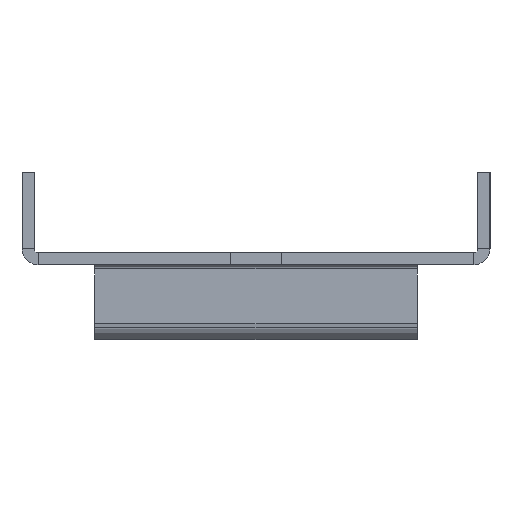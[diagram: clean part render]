
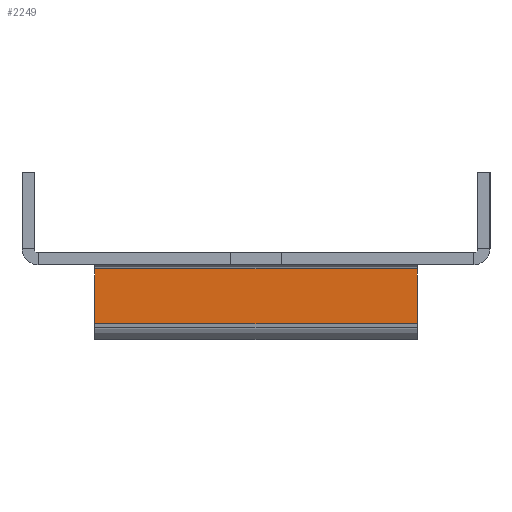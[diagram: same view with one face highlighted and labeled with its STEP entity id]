
A CAD part, left-side view. The second image highlights one B-rep face of the part: STEP entity #2249.
In plain terms, the highlighted planar face has unit normal (-1, 0, 0).
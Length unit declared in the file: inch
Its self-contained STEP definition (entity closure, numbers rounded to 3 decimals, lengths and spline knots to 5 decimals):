
#62 = CARTESIAN_POINT ( 'NONE',  ( 37.52362, 0., -0.34646 ) ) ;
#77 = ORIENTED_EDGE ( 'NONE', *, *, #3404, .T. ) ;
#626 = DIRECTION ( 'NONE',  ( 0., 1., 0. ) ) ;
#799 = LINE ( 'NONE', #4408, #4177 ) ;
#802 = CARTESIAN_POINT ( 'NONE',  ( 37.52362, -0.7874, -0.07874 ) ) ;
#917 = DIRECTION ( 'NONE',  ( 0., 1., 0. ) ) ;
#1326 = AXIS2_PLACEMENT_3D ( 'NONE', #3491, #5058, #2080 ) ;
#1329 = LINE ( 'NONE', #3922, #1933 ) ;
#1388 = LINE ( 'NONE', #6046, #2984 ) ;
#1897 = VERTEX_POINT ( 'NONE', #802 ) ;
#1933 = VECTOR ( 'NONE', #6393, 39.37008 ) ;
#1993 = VERTEX_POINT ( 'NONE', #5969 ) ;
#2080 = DIRECTION ( 'NONE',  ( 0., 1., 0. ) ) ;
#2249 = ADVANCED_FACE ( 'NONE', ( #2519 ), #3521, .F. ) ;
#2311 = VERTEX_POINT ( 'NONE', #5128 ) ;
#2439 = DIRECTION ( 'NONE',  ( 0., 0., 1. ) ) ;
#2519 = FACE_OUTER_BOUND ( 'NONE', #5653, .T. ) ;
#2984 = VECTOR ( 'NONE', #917, 39.37008 ) ;
#3104 = ORIENTED_EDGE ( 'NONE', *, *, #4865, .F. ) ;
#3404 = EDGE_CURVE ( 'NONE', #1897, #1993, #1388, .T. ) ;
#3491 = CARTESIAN_POINT ( 'NONE',  ( 37.52362, 0., 0. ) ) ;
#3521 = PLANE ( 'NONE',  #1326 ) ;
#3638 = EDGE_CURVE ( 'NONE', #5379, #1993, #799, .T. ) ;
#3832 = ORIENTED_EDGE ( 'NONE', *, *, #3638, .F. ) ;
#3905 = VECTOR ( 'NONE', #626, 39.37008 ) ;
#3922 = CARTESIAN_POINT ( 'NONE',  ( 37.52362, -0.7874, -0.05906 ) ) ;
#4177 = VECTOR ( 'NONE', #2439, 39.37008 ) ;
#4408 = CARTESIAN_POINT ( 'NONE',  ( 37.52362, 0.7874, -0.4252 ) ) ;
#4865 = EDGE_CURVE ( 'NONE', #1897, #2311, #1329, .T. ) ;
#5058 = DIRECTION ( 'NONE',  ( 1., 0., 0. ) ) ;
#5128 = CARTESIAN_POINT ( 'NONE',  ( 37.52362, -0.7874, -0.34646 ) ) ;
#5251 = LINE ( 'NONE', #62, #3905 ) ;
#5379 = VERTEX_POINT ( 'NONE', #5944 ) ;
#5563 = ORIENTED_EDGE ( 'NONE', *, *, #5966, .F. ) ;
#5653 = EDGE_LOOP ( 'NONE', ( #3104, #77, #3832, #5563 ) ) ;
#5944 = CARTESIAN_POINT ( 'NONE',  ( 37.52362, 0.7874, -0.34646 ) ) ;
#5966 = EDGE_CURVE ( 'NONE', #2311, #5379, #5251, .T. ) ;
#5969 = CARTESIAN_POINT ( 'NONE',  ( 37.52362, 0.7874, -0.07874 ) ) ;
#6046 = CARTESIAN_POINT ( 'NONE',  ( 37.52362, -0.7874, -0.07874 ) ) ;
#6393 = DIRECTION ( 'NONE',  ( 0., 0., -1. ) ) ;
